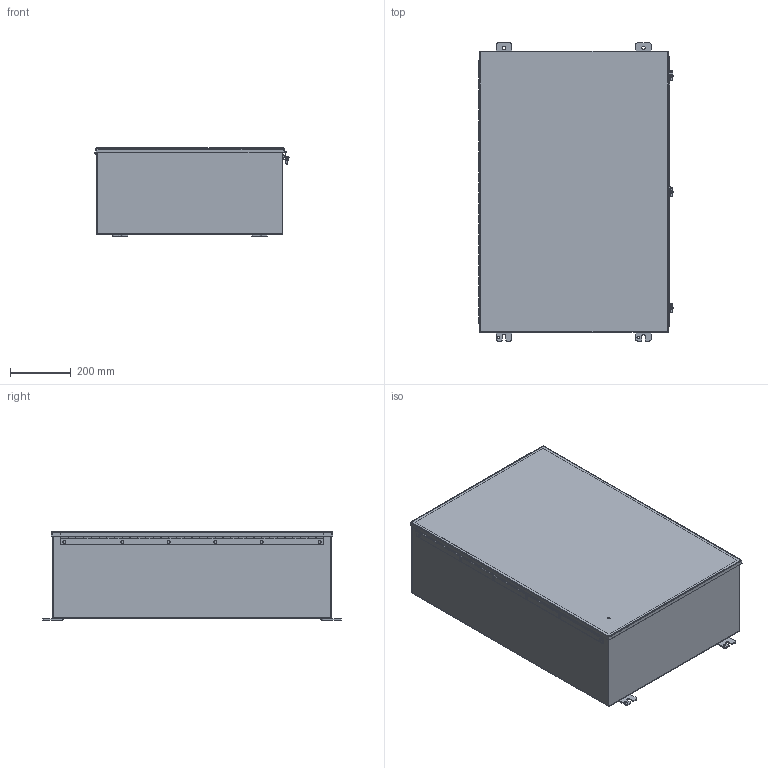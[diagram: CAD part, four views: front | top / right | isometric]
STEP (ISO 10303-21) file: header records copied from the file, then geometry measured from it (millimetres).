
FILE_DESCRIPTION(/* description */ ('JIC,CH,OIL-TIGHT,CS,36X24X11'),/* implementation_level */ '2;1');
FILE_NAME(/* name */ 'B362411CH.stp',/* time_stamp */ '2021-10-13T09:52:16-05:00',/* author */ ('berthabarrera'),/* organization */ (''),/* preprocessor_version */ 'ST-DEVELOPER v18.1',/* originating_system */ 'Autodesk Inventor 2020',/* authorisation */ '');
FILE_SCHEMA (('AUTOMOTIVE_DESIGN { 1 0 10303 214 3 1 1 }'));
Length unit declared in the file: inch
Products named in the file (14): B362411CH; B362411CHBKP; B3624CHLID; H6010103; H6010103T; H6010103L; H6010103 P; 34840; 38846; 30822; C1002; 372134; 3889; B_3624_FIP
Assembly tree (27 placements, depth 3):
  B362411CH
    B362411CHBKP
    B3624CHLID
    H6010103
      H6010103T
      H6010103L
      H6010103 P
    34840  x4
    38846
    3889  x6
    30822  x3
    372134  x3
    C1002  x3
    B_3624_FIP
Bounding box: 636.95 x 978.03 x 289.74 mm (x, y, z)
Volume: 4136530 mm3; surface area: 4315916.1 mm2
Topology: 26 solids, 26 shells, 863 faces, 2040 edges, 1289 vertices
Faces by surface type: plane 520, cylinder 253, cone 34, torus 26, bspline 24, sphere 6
Full cylindrical faces by diameter (mm): 2.794 x12, 3.048 x1, 4.978 x3, 6.35 x4, 7.95 x4, 8.382 x12, 8.56 x1, 8.738 x3, 9.525 x6, 10.402 x3, 11.125 x4, 15.875 x6
Entity records: 19917 total; most frequent: CARTESIAN_POINT 3879, DIRECTION 3191, ORIENTED_EDGE 3014, EDGE_CURVE 1507, AXIS2_PLACEMENT_3D 1076, LINE 1039, VECTOR 1039, VERTEX_POINT 930
